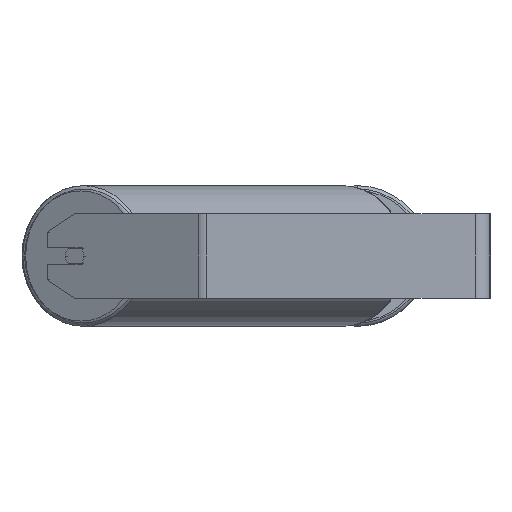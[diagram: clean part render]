
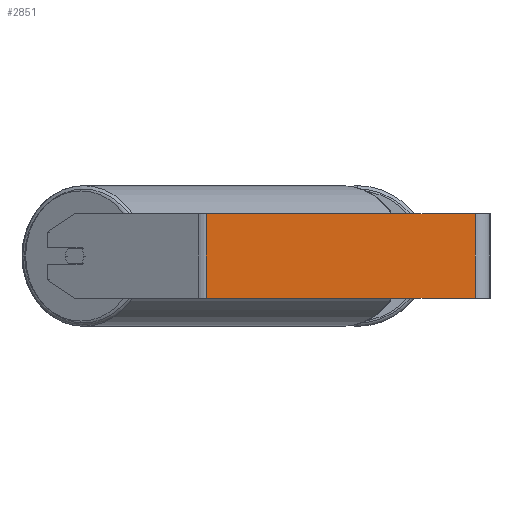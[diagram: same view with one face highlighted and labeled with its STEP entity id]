
A CAD part, left-side view. The second image highlights one B-rep face of the part: STEP entity #2851.
In plain terms, the highlighted planar face has unit normal (-1, 0, 0).
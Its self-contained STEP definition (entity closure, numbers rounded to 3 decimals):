
#33 = CARTESIAN_POINT ( 'NONE',  ( -800., 272.085, 40. ) ) ;
#212 = VERTEX_POINT ( 'NONE', #3626 ) ;
#521 = CARTESIAN_POINT ( 'NONE',  ( -800., 268.334, 40. ) ) ;
#1436 = EDGE_CURVE ( 'NONE', #8640, #212, #2556, .T. ) ;
#1692 = VERTEX_POINT ( 'NONE', #5940 ) ;
#1783 = FACE_OUTER_BOUND ( 'NONE', #6576, .T. ) ;
#1915 = DIRECTION ( 'NONE',  ( 1., 0., 0. ) ) ;
#2199 = EDGE_CURVE ( 'NONE', #1692, #2327, #8493, .T. ) ;
#2209 = CARTESIAN_POINT ( 'NONE',  ( -800., 272.085, -40. ) ) ;
#2210 = CARTESIAN_POINT ( 'NONE',  ( -800., 268.334, 40. ) ) ;
#2257 = VECTOR ( 'NONE', #7967, 1000. ) ;
#2327 = VERTEX_POINT ( 'NONE', #7579 ) ;
#2418 = CARTESIAN_POINT ( 'NONE',  ( -800., 14., 40. ) ) ;
#2556 = LINE ( 'NONE', #521, #2257 ) ;
#2851 = ADVANCED_FACE ( 'NONE', ( #1783 ), #6600, .F. ) ;
#3097 = EDGE_CURVE ( 'NONE', #212, #2327, #5672, .T. ) ;
#3129 = DIRECTION ( 'NONE',  ( 0., 0., -1. ) ) ;
#3626 = CARTESIAN_POINT ( 'NONE',  ( -800., 268.334, -40. ) ) ;
#3854 = DIRECTION ( 'NONE',  ( 0., 0., -1. ) ) ;
#4257 = ORIENTED_EDGE ( 'NONE', *, *, #3097, .T. ) ;
#5615 = LINE ( 'NONE', #33, #6539 ) ;
#5672 = LINE ( 'NONE', #2209, #6183 ) ;
#5900 = ORIENTED_EDGE ( 'NONE', *, *, #1436, .T. ) ;
#5940 = CARTESIAN_POINT ( 'NONE',  ( -800., 14., 40. ) ) ;
#6058 = AXIS2_PLACEMENT_3D ( 'NONE', #8676, #1915, #3854 ) ;
#6060 = ORIENTED_EDGE ( 'NONE', *, *, #7919, .F. ) ;
#6179 = DIRECTION ( 'NONE',  ( 0., -1., 0. ) ) ;
#6183 = VECTOR ( 'NONE', #6953, 1000. ) ;
#6539 = VECTOR ( 'NONE', #6179, 1000. ) ;
#6576 = EDGE_LOOP ( 'NONE', ( #4257, #7864, #6060, #5900 ) ) ;
#6600 = PLANE ( 'NONE',  #6058 ) ;
#6953 = DIRECTION ( 'NONE',  ( 0., -1., 0. ) ) ;
#7579 = CARTESIAN_POINT ( 'NONE',  ( -800., 14., -40. ) ) ;
#7864 = ORIENTED_EDGE ( 'NONE', *, *, #2199, .F. ) ;
#7919 = EDGE_CURVE ( 'NONE', #8640, #1692, #5615, .T. ) ;
#7967 = DIRECTION ( 'NONE',  ( 0., 0., -1. ) ) ;
#8164 = VECTOR ( 'NONE', #3129, 1000. ) ;
#8493 = LINE ( 'NONE', #2418, #8164 ) ;
#8640 = VERTEX_POINT ( 'NONE', #2210 ) ;
#8676 = CARTESIAN_POINT ( 'NONE',  ( -800., 272.085, 40. ) ) ;
